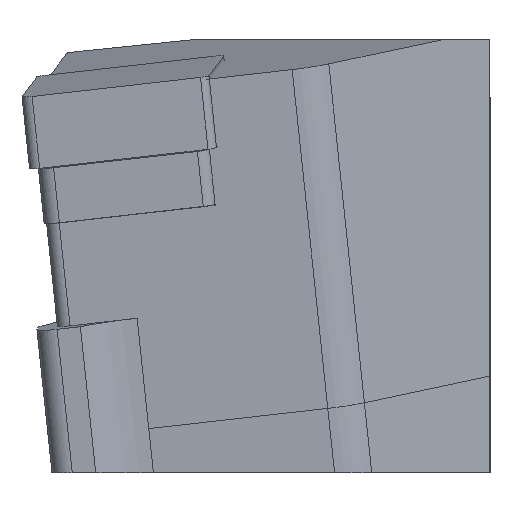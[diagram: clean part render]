
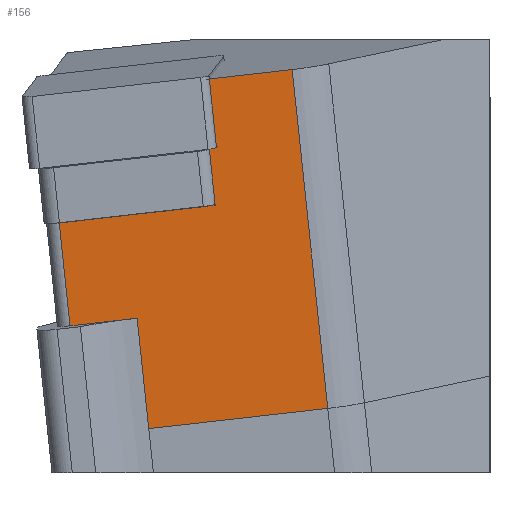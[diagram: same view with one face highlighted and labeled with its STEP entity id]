
A CAD part, left-side view. The second image highlights one B-rep face of the part: STEP entity #156.
In plain terms, the highlighted planar face has unit normal (-0.992, -0.087, -0.096).
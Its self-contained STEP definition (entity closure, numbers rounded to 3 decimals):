
#156=ADVANCED_FACE('',(#240),#200,.F.);
#200=PLANE('',#1048);
#240=FACE_OUTER_BOUND('',#289,.T.);
#289=EDGE_LOOP('',(#459,#460,#461,#462,#463,#464,#465,#466,#467));
#459=ORIENTED_EDGE('',*,*,#757,.T.);
#460=ORIENTED_EDGE('',*,*,#720,.F.);
#461=ORIENTED_EDGE('',*,*,#758,.F.);
#462=ORIENTED_EDGE('',*,*,#715,.T.);
#463=ORIENTED_EDGE('',*,*,#692,.T.);
#464=ORIENTED_EDGE('',*,*,#759,.T.);
#465=ORIENTED_EDGE('',*,*,#747,.T.);
#466=ORIENTED_EDGE('',*,*,#760,.F.);
#467=ORIENTED_EDGE('',*,*,#686,.T.);
#601=VERTEX_POINT('',#1357);
#603=VERTEX_POINT('',#1360);
#608=VERTEX_POINT('',#1373);
#609=VERTEX_POINT('',#1374);
#625=VERTEX_POINT('',#1420);
#628=VERTEX_POINT('',#1428);
#629=VERTEX_POINT('',#1430);
#645=VERTEX_POINT('',#1482);
#647=VERTEX_POINT('',#1485);
#686=EDGE_CURVE('',#603,#601,#813,.T.);
#692=EDGE_CURVE('',#608,#609,#819,.T.);
#715=EDGE_CURVE('',#625,#608,#836,.T.);
#720=EDGE_CURVE('',#628,#629,#838,.T.);
#747=EDGE_CURVE('',#647,#645,#864,.T.);
#757=EDGE_CURVE('',#601,#629,#873,.T.);
#758=EDGE_CURVE('',#625,#628,#874,.T.);
#759=EDGE_CURVE('',#609,#647,#875,.T.);
#760=EDGE_CURVE('',#603,#645,#876,.T.);
#813=LINE('',#1359,#913);
#819=LINE('',#1372,#919);
#836=LINE('',#1419,#936);
#838=LINE('',#1429,#938);
#864=LINE('',#1484,#964);
#873=LINE('',#1502,#973);
#874=LINE('',#1503,#974);
#875=LINE('',#1504,#975);
#876=LINE('',#1505,#976);
#913=VECTOR('',#1100,1.);
#919=VECTOR('',#1110,1.);
#936=VECTOR('',#1153,1.);
#938=VECTOR('',#1163,1.);
#964=VECTOR('',#1211,1.);
#973=VECTOR('',#1226,1.);
#974=VECTOR('',#1227,1.);
#975=VECTOR('',#1228,1.);
#976=VECTOR('',#1229,1.);
#1048=AXIS2_PLACEMENT_3D('',#1506,#1230,#1231);
#1100=DIRECTION('',(-0.076,0.991,-0.112));
#1110=DIRECTION('',(0.076,-0.991,0.112));
#1153=DIRECTION('',(0.105,-0.104,-0.989));
#1163=DIRECTION('',(-0.105,0.104,0.989));
#1211=DIRECTION('',(-0.076,0.991,-0.112));
#1226=DIRECTION('',(-0.076,0.991,-0.112));
#1227=DIRECTION('',(-0.076,0.991,-0.112));
#1228=DIRECTION('',(-0.105,0.104,0.989));
#1229=DIRECTION('',(-0.105,0.104,0.989));
#1230=DIRECTION('',(0.992,0.087,0.096));
#1231=DIRECTION('',(0.096,0.,-0.995));
#1357=CARTESIAN_POINT('',(3.148,-16.183,-9.199));
#1359=CARTESIAN_POINT('',(3.766,-24.249,-8.286));
#1360=CARTESIAN_POINT('',(3.177,-16.559,-9.157));
#1372=CARTESIAN_POINT('',(5.691,-26.163,-26.499));
#1373=CARTESIAN_POINT('',(4.521,-10.892,-28.228));
#1374=CARTESIAN_POINT('',(5.691,-26.163,-26.499));
#1419=CARTESIAN_POINT('',(-23.33,16.806,235.306));
#1420=CARTESIAN_POINT('',(3.526,-9.902,-18.808));
#1428=CARTESIAN_POINT('',(3.087,-4.176,-19.456));
#1429=CARTESIAN_POINT('',(-23.768,22.532,234.658));
#1430=CARTESIAN_POINT('',(2.158,-3.252,-10.663));
#1482=CARTESIAN_POINT('',(2.047,-15.435,1.535));
#1484=CARTESIAN_POINT('',(0.862,0.041,-0.217));
#1485=CARTESIAN_POINT('',(2.636,-23.125,2.406));
#1502=CARTESIAN_POINT('',(3.766,-24.249,-8.286));
#1503=CARTESIAN_POINT('',(4.695,-25.173,-17.079));
#1504=CARTESIAN_POINT('',(-22.16,1.536,237.034));
#1505=CARTESIAN_POINT('',(-22.749,9.226,236.164));
#1506=CARTESIAN_POINT('',(-22.16,1.536,237.034));
